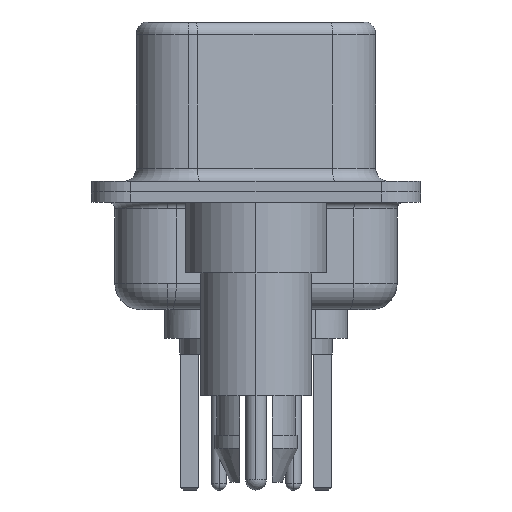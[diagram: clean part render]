
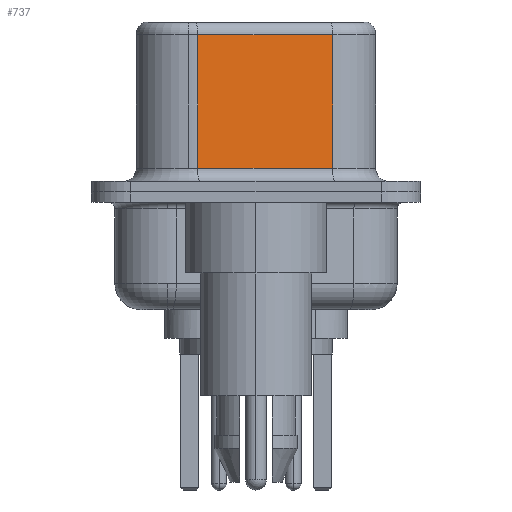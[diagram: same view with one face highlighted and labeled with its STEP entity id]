
A CAD part, left-side view. The second image highlights one B-rep face of the part: STEP entity #737.
In plain terms, the highlighted planar face has unit normal (-0.985, -0.174, 0).
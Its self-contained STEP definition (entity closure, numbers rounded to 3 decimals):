
#737 = ADVANCED_FACE ( 'NONE', ( #6164 ), #12912, .F. ) ;
#823 = LINE ( 'NONE', #17892, #1325 ) ;
#1325 = VECTOR ( 'NONE', #7535, 1000. ) ;
#1762 = DIRECTION ( 'NONE',  ( 0.174, -0.985, 0. ) ) ;
#2044 = VECTOR ( 'NONE', #1762, 1000. ) ;
#2914 = CARTESIAN_POINT ( 'NONE',  ( 4.565, -2.927, 0.9 ) ) ;
#4275 = AXIS2_PLACEMENT_3D ( 'NONE', #13229, #12608, #5213 ) ;
#5213 = DIRECTION ( 'NONE',  ( -0.174, 0.985, 0. ) ) ;
#5368 = LINE ( 'NONE', #18642, #17687 ) ;
#5521 = ORIENTED_EDGE ( 'NONE', *, *, #14833, .T. ) ;
#5524 = VECTOR ( 'NONE', #7900, 1000. ) ;
#6006 = VERTEX_POINT ( 'NONE', #18048 ) ;
#6164 = FACE_OUTER_BOUND ( 'NONE', #13330, .T. ) ;
#6317 = CARTESIAN_POINT ( 'NONE',  ( 3.655, 2.233, 6.52 ) ) ;
#6360 = LINE ( 'NONE', #15092, #2044 ) ;
#7535 = DIRECTION ( 'NONE',  ( 0., 0., -1. ) ) ;
#7900 = DIRECTION ( 'NONE',  ( 0., 0., -1. ) ) ;
#8366 = DIRECTION ( 'NONE',  ( -0.174, 0.985, 0. ) ) ;
#9127 = VERTEX_POINT ( 'NONE', #11448 ) ;
#9575 = ORIENTED_EDGE ( 'NONE', *, *, #12108, .T. ) ;
#9873 = ORIENTED_EDGE ( 'NONE', *, *, #17991, .T. ) ;
#9961 = VERTEX_POINT ( 'NONE', #18173 ) ;
#10328 = ORIENTED_EDGE ( 'NONE', *, *, #15833, .F. ) ;
#11448 = CARTESIAN_POINT ( 'NONE',  ( 3.655, 2.233, 6.02 ) ) ;
#12108 = EDGE_CURVE ( 'NONE', #9127, #6006, #13485, .T. ) ;
#12608 = DIRECTION ( 'NONE',  ( 0.985, 0.174, 0. ) ) ;
#12912 = PLANE ( 'NONE',  #4275 ) ;
#13229 = CARTESIAN_POINT ( 'NONE',  ( 4.565, -2.927, 6.52 ) ) ;
#13330 = EDGE_LOOP ( 'NONE', ( #10328, #9873, #9575, #5521 ) ) ;
#13485 = LINE ( 'NONE', #6317, #5524 ) ;
#13491 = VERTEX_POINT ( 'NONE', #2914 ) ;
#14833 = EDGE_CURVE ( 'NONE', #6006, #13491, #6360, .T. ) ;
#15092 = CARTESIAN_POINT ( 'NONE',  ( 4.565, -2.927, 0.9 ) ) ;
#15833 = EDGE_CURVE ( 'NONE', #9961, #13491, #823, .T. ) ;
#17687 = VECTOR ( 'NONE', #8366, 1000. ) ;
#17892 = CARTESIAN_POINT ( 'NONE',  ( 4.565, -2.927, 6.52 ) ) ;
#17991 = EDGE_CURVE ( 'NONE', #9961, #9127, #5368, .T. ) ;
#18048 = CARTESIAN_POINT ( 'NONE',  ( 3.655, 2.233, 0.9 ) ) ;
#18173 = CARTESIAN_POINT ( 'NONE',  ( 4.565, -2.927, 6.02 ) ) ;
#18642 = CARTESIAN_POINT ( 'NONE',  ( 4.565, -2.927, 6.02 ) ) ;
